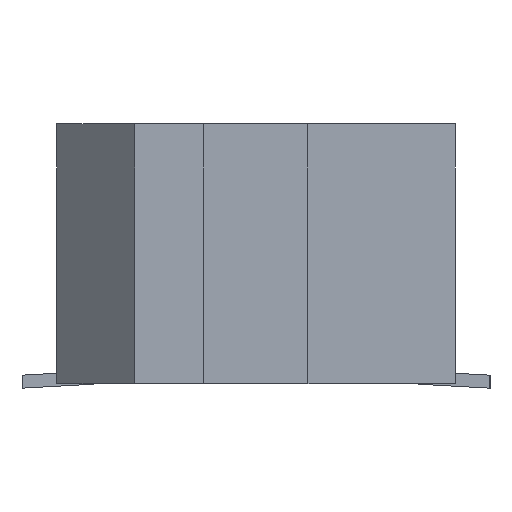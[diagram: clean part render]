
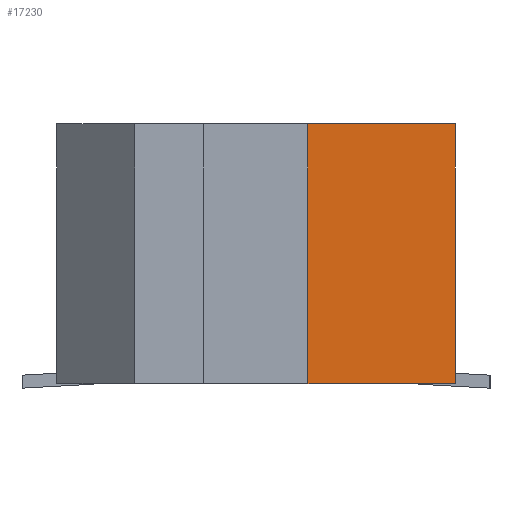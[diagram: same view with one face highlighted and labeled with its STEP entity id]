
A CAD part, left-side view. The second image highlights one B-rep face of the part: STEP entity #17230.
In plain terms, the highlighted planar face has unit normal (-1, 0, 0).
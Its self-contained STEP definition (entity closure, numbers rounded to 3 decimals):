
#10747 = CARTESIAN_POINT ( 'NONE',  ( -11.6, -2.3, 3.05 ) ) ;
#10829 = CARTESIAN_POINT ( 'NONE',  ( -11.6, -2.3, 0.05 ) ) ;
#10862 = CARTESIAN_POINT ( 'NONE',  ( -11.6, -0.6, 0.05 ) ) ;
#10863 = DIRECTION ( 'NONE',  ( 0., 1., 0. ) ) ;
#10864 = VECTOR ( 'NONE', #10863, 1000. ) ;
#10865 = CARTESIAN_POINT ( 'NONE',  ( -11.6, -2.3, 0.05 ) ) ;
#10866 = LINE ( 'NONE', #10865, #10864 ) ;
#10869 = DIRECTION ( 'NONE',  ( 0., 1., 0. ) ) ;
#10870 = VECTOR ( 'NONE', #10869, 1000. ) ;
#10871 = CARTESIAN_POINT ( 'NONE',  ( -11.6, -2.3, 3.05 ) ) ;
#10872 = LINE ( 'NONE', #10871, #10870 ) ;
#10882 = DIRECTION ( 'NONE',  ( 0., 0., -1. ) ) ;
#10883 = VECTOR ( 'NONE', #10882, 1000. ) ;
#10884 = CARTESIAN_POINT ( 'NONE',  ( -11.6, -2.3, 3.05 ) ) ;
#10885 = LINE ( 'NONE', #10884, #10883 ) ;
#10887 = CARTESIAN_POINT ( 'NONE',  ( -11.6, -0.6, 3.05 ) ) ;
#10888 = DIRECTION ( 'NONE',  ( 0., 0., -1. ) ) ;
#10889 = VECTOR ( 'NONE', #10888, 1000. ) ;
#10890 = CARTESIAN_POINT ( 'NONE',  ( -11.6, -0.6, 3.05 ) ) ;
#10891 = LINE ( 'NONE', #10890, #10889 ) ;
#11125 = DIRECTION ( 'NONE',  ( 0., -1., 0. ) ) ;
#11126 = DIRECTION ( 'NONE',  ( -1., 0., 0. ) ) ;
#11127 = CARTESIAN_POINT ( 'NONE',  ( -11.6, -2.3, 3.05 ) ) ;
#11128 = AXIS2_PLACEMENT_3D ( 'NONE', #11127, #11126, #11125 ) ;
#11129 = PLANE ( 'NONE',  #11128 ) ;
#11130 = FACE_OUTER_BOUND ( 'NONE', #17231, .T. ) ;
#16983 = VERTEX_POINT ( 'NONE', #10747 ) ;
#17053 = VERTEX_POINT ( 'NONE', #10829 ) ;
#17054 = EDGE_CURVE ( 'NONE', #17056, #17070, #10891, .T. ) ;
#17055 = ORIENTED_EDGE ( 'NONE', *, *, #17064, .T. ) ;
#17056 = VERTEX_POINT ( 'NONE', #10887 ) ;
#17057 = ORIENTED_EDGE ( 'NONE', *, *, #17054, .T. ) ;
#17058 = EDGE_CURVE ( 'NONE', #16983, #17053, #10885, .T. ) ;
#17063 = ORIENTED_EDGE ( 'NONE', *, *, #17058, .F. ) ;
#17064 = EDGE_CURVE ( 'NONE', #16983, #17056, #10872, .T. ) ;
#17068 = EDGE_CURVE ( 'NONE', #17053, #17070, #10866, .T. ) ;
#17069 = ORIENTED_EDGE ( 'NONE', *, *, #17068, .F. ) ;
#17070 = VERTEX_POINT ( 'NONE', #10862 ) ;
#17230 = ADVANCED_FACE ( 'NONE', ( #11130 ), #11129, .T. ) ;
#17231 = EDGE_LOOP ( 'NONE', ( #17057, #17069, #17063, #17055 ) ) ;
